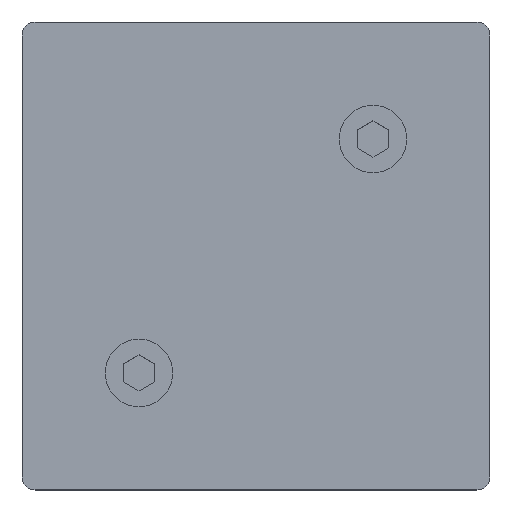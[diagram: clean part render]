
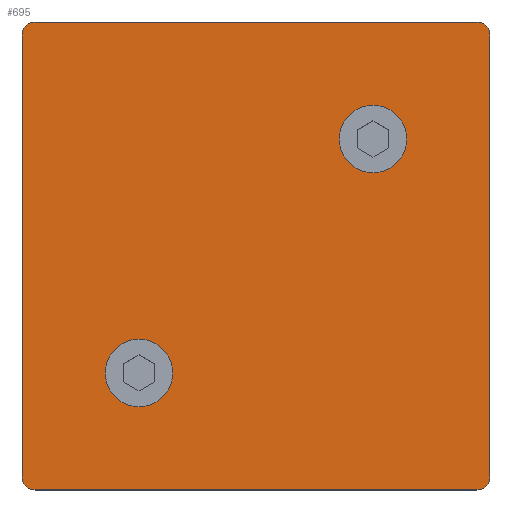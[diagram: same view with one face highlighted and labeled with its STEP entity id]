
A CAD part, top view. The second image highlights one B-rep face of the part: STEP entity #695.
In plain terms, the highlighted planar face has unit normal (0, 0, 1).
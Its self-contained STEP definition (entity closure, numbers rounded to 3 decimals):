
#44=FACE_BOUND('',#178,.T.);
#45=FACE_BOUND('',#179,.T.);
#73=PLANE('',#804);
#127=FACE_OUTER_BOUND('',#177,.T.);
#177=EDGE_LOOP('',(#642,#643,#644,#645,#646,#647,#648,#649));
#178=EDGE_LOOP('',(#650));
#179=EDGE_LOOP('',(#651));
#226=LINE('',#1165,#288);
#231=LINE('',#1179,#293);
#235=LINE('',#1191,#297);
#239=LINE('',#1203,#301);
#288=VECTOR('',#964,1.);
#293=VECTOR('',#977,1.);
#297=VECTOR('',#989,1.);
#301=VECTOR('',#1001,1.);
#315=CIRCLE('',#775,6.5);
#317=CIRCLE('',#778,6.5);
#322=CIRCLE('',#789,2.5);
#324=CIRCLE('',#793,2.5);
#326=CIRCLE('',#797,2.5);
#328=CIRCLE('',#801,2.5);
#365=VERTEX_POINT('',#1139);
#367=VERTEX_POINT('',#1145);
#372=VERTEX_POINT('',#1163);
#373=VERTEX_POINT('',#1164);
#376=VERTEX_POINT('',#1172);
#378=VERTEX_POINT('',#1178);
#380=VERTEX_POINT('',#1184);
#382=VERTEX_POINT('',#1190);
#384=VERTEX_POINT('',#1196);
#386=VERTEX_POINT('',#1202);
#442=EDGE_CURVE('',#365,#365,#315,.T.);
#445=EDGE_CURVE('',#367,#367,#317,.T.);
#452=EDGE_CURVE('',#372,#373,#226,.T.);
#456=EDGE_CURVE('',#373,#376,#322,.T.);
#459=EDGE_CURVE('',#376,#378,#231,.T.);
#462=EDGE_CURVE('',#378,#380,#324,.T.);
#465=EDGE_CURVE('',#380,#382,#235,.T.);
#468=EDGE_CURVE('',#382,#384,#326,.T.);
#471=EDGE_CURVE('',#384,#386,#239,.T.);
#474=EDGE_CURVE('',#386,#372,#328,.T.);
#642=ORIENTED_EDGE('',*,*,#452,.F.);
#643=ORIENTED_EDGE('',*,*,#474,.F.);
#644=ORIENTED_EDGE('',*,*,#471,.F.);
#645=ORIENTED_EDGE('',*,*,#468,.F.);
#646=ORIENTED_EDGE('',*,*,#465,.F.);
#647=ORIENTED_EDGE('',*,*,#462,.F.);
#648=ORIENTED_EDGE('',*,*,#459,.F.);
#649=ORIENTED_EDGE('',*,*,#456,.F.);
#650=ORIENTED_EDGE('',*,*,#445,.T.);
#651=ORIENTED_EDGE('',*,*,#442,.T.);
#695=ADVANCED_FACE('',(#127,#44,#45),#73,.T.);
#775=AXIS2_PLACEMENT_3D('',#1141,#935,#936);
#778=AXIS2_PLACEMENT_3D('',#1147,#942,#943);
#789=AXIS2_PLACEMENT_3D('',#1173,#970,#971);
#793=AXIS2_PLACEMENT_3D('',#1185,#982,#983);
#797=AXIS2_PLACEMENT_3D('',#1197,#994,#995);
#801=AXIS2_PLACEMENT_3D('',#1208,#1006,#1007);
#804=AXIS2_PLACEMENT_3D('',#1211,#1012,#1013);
#935=DIRECTION('center_axis',(0.,0.,-1.));
#936=DIRECTION('ref_axis',(1.,0.,0.));
#942=DIRECTION('center_axis',(0.,0.,-1.));
#943=DIRECTION('ref_axis',(-1.,0.,0.));
#964=DIRECTION('',(0.,1.,0.));
#970=DIRECTION('center_axis',(0.,0.,-1.));
#971=DIRECTION('ref_axis',(0.,1.,0.));
#977=DIRECTION('',(1.,0.,0.));
#982=DIRECTION('center_axis',(0.,0.,-1.));
#983=DIRECTION('ref_axis',(1.,0.,0.));
#989=DIRECTION('',(0.,-1.,0.));
#994=DIRECTION('center_axis',(0.,0.,-1.));
#995=DIRECTION('ref_axis',(0.,-1.,0.));
#1001=DIRECTION('',(-1.,0.,0.));
#1006=DIRECTION('center_axis',(0.,0.,-1.));
#1007=DIRECTION('ref_axis',(-1.,0.,0.));
#1012=DIRECTION('center_axis',(0.,0.,1.));
#1013=DIRECTION('ref_axis',(1.,0.,0.));
#1139=CARTESIAN_POINT('',(16.,-8.475,27.975));
#1141=CARTESIAN_POINT('Origin',(22.5,-8.475,27.975));
#1145=CARTESIAN_POINT('',(74.,36.525,27.975));
#1147=CARTESIAN_POINT('Origin',(67.5,36.525,27.975));
#1163=CARTESIAN_POINT('',(0.,-28.475,27.975));
#1164=CARTESIAN_POINT('',(0.,56.525,27.975));
#1165=CARTESIAN_POINT('',(0.,56.525,27.975));
#1172=CARTESIAN_POINT('',(2.5,59.025,27.975));
#1173=CARTESIAN_POINT('Origin',(2.5,56.525,27.975));
#1178=CARTESIAN_POINT('',(87.5,59.025,27.975));
#1179=CARTESIAN_POINT('',(87.5,59.025,27.975));
#1184=CARTESIAN_POINT('',(90.,56.525,27.975));
#1185=CARTESIAN_POINT('Origin',(87.5,56.525,27.975));
#1190=CARTESIAN_POINT('',(90.,-28.475,27.975));
#1191=CARTESIAN_POINT('',(90.,-28.475,27.975));
#1196=CARTESIAN_POINT('',(87.5,-30.975,27.975));
#1197=CARTESIAN_POINT('Origin',(87.5,-28.475,27.975));
#1202=CARTESIAN_POINT('',(2.5,-30.975,27.975));
#1203=CARTESIAN_POINT('',(2.5,-30.975,27.975));
#1208=CARTESIAN_POINT('Origin',(2.5,-28.475,27.975));
#1211=CARTESIAN_POINT('Origin',(45.,14.025,27.975));
